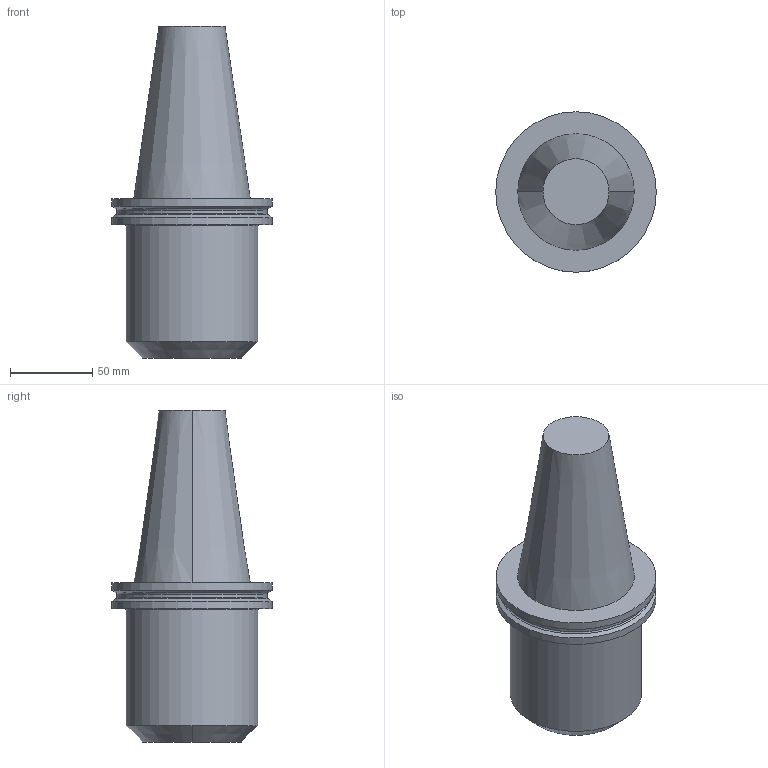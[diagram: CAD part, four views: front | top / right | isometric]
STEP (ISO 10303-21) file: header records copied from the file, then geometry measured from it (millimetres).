
FILE_DESCRIPTION(/* description */ (''),/* implementation_level */ '2;1');
FILE_NAME(/* name */ '69871.50ADB-W.40.100.C.stp',/* time_stamp */ '2024-08-04T15:54:24+02:00',/* author */ (''),/* organization */ (''),/* preprocessor_version */ 'ST-DEVELOPER v16.7',/* originating_system */ 'SIEMENS PLM Software NX 12.0',/* authorisation */ '');
FILE_SCHEMA (('AUTOMOTIVE_DESIGN { 1 0 10303 214 3 1 1 1 }'));
Length unit declared in the file: millimetre
Products named in the file (1): pf662DBC816Conwn
Bounding box: 97.5 x 97.5 x 201.75 mm (x, y, z)
Volume: 769615.5 mm3; surface area: 55223.4 mm2
Topology: 1 solids, 1 shells, 17 faces, 34 edges, 21 vertices
Faces by surface type: cone 6, plane 4, cylinder 4, torus 3
Full cylindrical faces by diameter (mm): 80 x1, 91.25 x1, 97.5 x2
Entity records: 455 total; most frequent: DIRECTION 84, CARTESIAN_POINT 65, ORIENTED_EDGE 48, AXIS2_PLACEMENT_3D 39, EDGE_LOOP 28, EDGE_CURVE 24, FACE_BOUND 22, VERTEX_POINT 20
